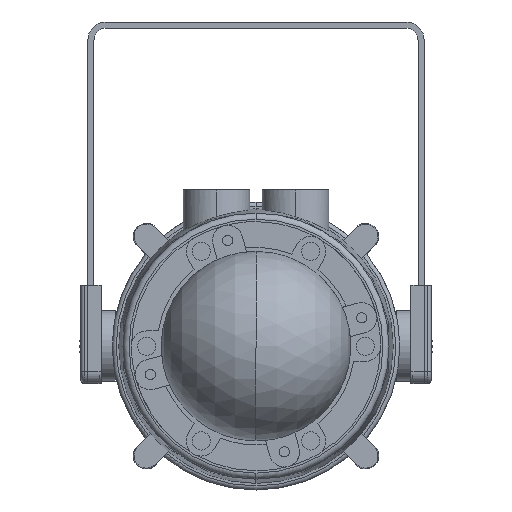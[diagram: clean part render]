
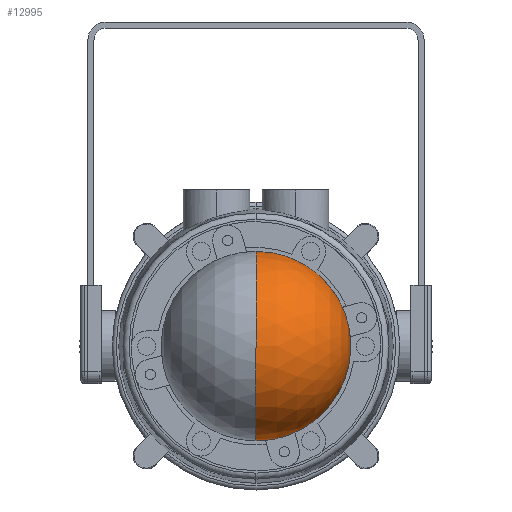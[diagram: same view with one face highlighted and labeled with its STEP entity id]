
A CAD part, left-side view. The second image highlights one B-rep face of the part: STEP entity #12995.
In plain terms, the highlighted spherical face has radius 46.75 mm.
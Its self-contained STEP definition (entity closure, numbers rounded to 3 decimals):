
#175 = DIRECTION ( 'NONE',  ( 0., 0., 1. ) ) ;
#670 = VERTEX_POINT ( 'NONE', #13248 ) ;
#823 = EDGE_CURVE ( 'NONE', #670, #2553, #22908, .T. ) ;
#2221 = CARTESIAN_POINT ( 'NONE',  ( 42.16, 0., 0. ) ) ;
#2553 = VERTEX_POINT ( 'NONE', #21605 ) ;
#2590 = EDGE_CURVE ( 'NONE', #670, #14481, #14164, .T. ) ;
#3676 = AXIS2_PLACEMENT_3D ( 'NONE', #15676, #22820, #6750 ) ;
#3711 = DIRECTION ( 'NONE',  ( 0., 0., 1. ) ) ;
#6750 = DIRECTION ( 'NONE',  ( 0., 0., -1. ) ) ;
#7265 = CARTESIAN_POINT ( 'NONE',  ( 42.16, 0., 46.75 ) ) ;
#8497 = SPHERICAL_SURFACE ( 'NONE', #3676, 46.75 ) ;
#9014 = AXIS2_PLACEMENT_3D ( 'NONE', #12648, #19797, #3711 ) ;
#9112 = CARTESIAN_POINT ( 'NONE',  ( 42.16, 0., 0. ) ) ;
#9379 = DIRECTION ( 'NONE',  ( 0., -1., 0. ) ) ;
#10267 = FACE_OUTER_BOUND ( 'NONE', #15956, .T. ) ;
#10972 = ORIENTED_EDGE ( 'NONE', *, *, #2590, .T. ) ;
#12648 = CARTESIAN_POINT ( 'NONE',  ( 42.16, 0., 0. ) ) ;
#12821 = AXIS2_PLACEMENT_3D ( 'NONE', #9112, #16282, #175 ) ;
#12995 = ADVANCED_FACE ( 'NONE', ( #10267 ), #8497, .T. ) ;
#13248 = CARTESIAN_POINT ( 'NONE',  ( 88.91, 0., 0. ) ) ;
#14164 = CIRCLE ( 'NONE', #20586, 46.75 ) ;
#14481 = VERTEX_POINT ( 'NONE', #7265 ) ;
#15676 = CARTESIAN_POINT ( 'NONE',  ( 42.16, 0., 0. ) ) ;
#15956 = EDGE_LOOP ( 'NONE', ( #18641, #10972, #20893 ) ) ;
#16282 = DIRECTION ( 'NONE',  ( 0., 1., 0. ) ) ;
#16549 = DIRECTION ( 'NONE',  ( 0., 0., -1. ) ) ;
#18641 = ORIENTED_EDGE ( 'NONE', *, *, #823, .F. ) ;
#19129 = CIRCLE ( 'NONE', #9014, 46.75 ) ;
#19797 = DIRECTION ( 'NONE',  ( -1., 0., 0. ) ) ;
#20586 = AXIS2_PLACEMENT_3D ( 'NONE', #2221, #9379, #16549 ) ;
#20893 = ORIENTED_EDGE ( 'NONE', *, *, #22214, .F. ) ;
#21605 = CARTESIAN_POINT ( 'NONE',  ( 42.16, 0., -46.75 ) ) ;
#22214 = EDGE_CURVE ( 'NONE', #2553, #14481, #19129, .T. ) ;
#22820 = DIRECTION ( 'NONE',  ( 0., -1., 0. ) ) ;
#22908 = CIRCLE ( 'NONE', #12821, 46.75 ) ;
